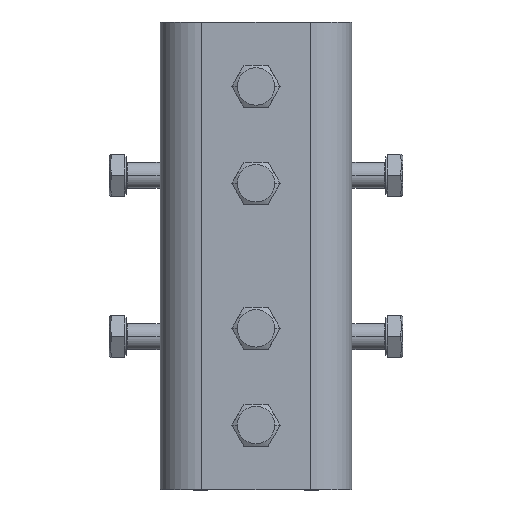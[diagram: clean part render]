
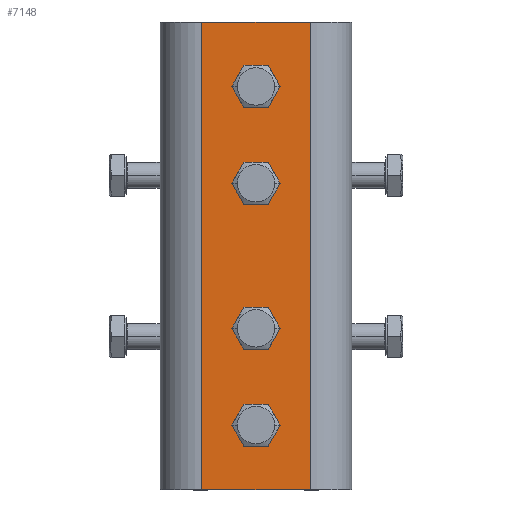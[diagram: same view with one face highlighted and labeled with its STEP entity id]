
A CAD part, top view. The second image highlights one B-rep face of the part: STEP entity #7148.
In plain terms, the highlighted planar face has unit normal (0, 0, 1).
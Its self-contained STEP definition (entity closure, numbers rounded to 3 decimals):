
#24 = EDGE_CURVE ( 'NONE', #3661, #8023, #10546, .T. ) ;
#45 = DIRECTION ( 'NONE',  ( 0., -1., 0. ) ) ;
#70 = FACE_BOUND ( 'NONE', #1695, .T. ) ;
#132 = VECTOR ( 'NONE', #45, 1000. ) ;
#262 = ORIENTED_EDGE ( 'NONE', *, *, #2914, .F. ) ;
#280 = DIRECTION ( 'NONE',  ( 1., 0., 0. ) ) ;
#392 = CARTESIAN_POINT ( 'NONE',  ( -3.4, -52.5, 50.5 ) ) ;
#428 = VERTEX_POINT ( 'NONE', #2100 ) ;
#448 = LINE ( 'NONE', #9437, #7234 ) ;
#484 = DIRECTION ( 'NONE',  ( 0., 0., 1. ) ) ;
#614 = AXIS2_PLACEMENT_3D ( 'NONE', #9174, #5881, #5004 ) ;
#750 = CIRCLE ( 'NONE', #10179, 3.4 ) ;
#778 = EDGE_LOOP ( 'NONE', ( #4551, #805 ) ) ;
#805 = ORIENTED_EDGE ( 'NONE', *, *, #2385, .F. ) ;
#822 = CARTESIAN_POINT ( 'NONE',  ( 16.75, 72.5, 50.5 ) ) ;
#853 = FACE_BOUND ( 'NONE', #4985, .T. ) ;
#908 = CARTESIAN_POINT ( 'NONE',  ( 16.75, -72.5, 50.5 ) ) ;
#982 = CIRCLE ( 'NONE', #614, 3.4 ) ;
#1070 = ORIENTED_EDGE ( 'NONE', *, *, #24, .F. ) ;
#1374 = CIRCLE ( 'NONE', #4336, 3.4 ) ;
#1433 = CIRCLE ( 'NONE', #10367, 3.4 ) ;
#1519 = EDGE_CURVE ( 'NONE', #5318, #8849, #8134, .T. ) ;
#1655 = CIRCLE ( 'NONE', #5825, 3.4 ) ;
#1677 = FACE_OUTER_BOUND ( 'NONE', #4425, .T. ) ;
#1695 = EDGE_LOOP ( 'NONE', ( #262, #9663 ) ) ;
#1876 = ORIENTED_EDGE ( 'NONE', *, *, #7188, .F. ) ;
#1884 = CARTESIAN_POINT ( 'NONE',  ( -16.75, 72.5, 50.5 ) ) ;
#2002 = CARTESIAN_POINT ( 'NONE',  ( -3.4, -22.5, 50.5 ) ) ;
#2100 = CARTESIAN_POINT ( 'NONE',  ( 3.4, 52.5, 50.5 ) ) ;
#2156 = DIRECTION ( 'NONE',  ( 0., 0., 1. ) ) ;
#2319 = EDGE_CURVE ( 'NONE', #2707, #6770, #9240, .T. ) ;
#2326 = ORIENTED_EDGE ( 'NONE', *, *, #7200, .F. ) ;
#2385 = EDGE_CURVE ( 'NONE', #7194, #428, #1374, .T. ) ;
#2431 = CARTESIAN_POINT ( 'NONE',  ( -16.75, 72.5, 50.5 ) ) ;
#2490 = VERTEX_POINT ( 'NONE', #10254 ) ;
#2707 = VERTEX_POINT ( 'NONE', #8365 ) ;
#2709 = VERTEX_POINT ( 'NONE', #8578 ) ;
#2820 = CARTESIAN_POINT ( 'NONE',  ( -16.75, 72.5, 50.5 ) ) ;
#2876 = CARTESIAN_POINT ( 'NONE',  ( -3.4, 52.5, 50.5 ) ) ;
#2881 = DIRECTION ( 'NONE',  ( 0., 0., 1. ) ) ;
#2914 = EDGE_CURVE ( 'NONE', #2490, #3503, #5201, .T. ) ;
#3307 = AXIS2_PLACEMENT_3D ( 'NONE', #6281, #4527, #5334 ) ;
#3471 = PLANE ( 'NONE',  #8978 ) ;
#3503 = VERTEX_POINT ( 'NONE', #2002 ) ;
#3661 = VERTEX_POINT ( 'NONE', #7795 ) ;
#3664 = EDGE_CURVE ( 'NONE', #3503, #2490, #5411, .T. ) ;
#3725 = CARTESIAN_POINT ( 'NONE',  ( 0., 22.5, 50.5 ) ) ;
#3794 = CARTESIAN_POINT ( 'NONE',  ( 0., -52.5, 50.5 ) ) ;
#3854 = CARTESIAN_POINT ( 'NONE',  ( 0., -52.5, 50.5 ) ) ;
#4336 = AXIS2_PLACEMENT_3D ( 'NONE', #6181, #484, #9533 ) ;
#4375 = EDGE_CURVE ( 'NONE', #5522, #2709, #1433, .T. ) ;
#4425 = EDGE_LOOP ( 'NONE', ( #5475, #1876, #1070, #2326 ) ) ;
#4426 = ORIENTED_EDGE ( 'NONE', *, *, #8599, .F. ) ;
#4527 = DIRECTION ( 'NONE',  ( 0., 0., 1. ) ) ;
#4551 = ORIENTED_EDGE ( 'NONE', *, *, #5703, .F. ) ;
#4559 = DIRECTION ( 'NONE',  ( 1., 0., 0. ) ) ;
#4985 = EDGE_LOOP ( 'NONE', ( #9967, #6250 ) ) ;
#5004 = DIRECTION ( 'NONE',  ( 1., 0., 0. ) ) ;
#5045 = FACE_BOUND ( 'NONE', #8315, .T. ) ;
#5201 = CIRCLE ( 'NONE', #3307, 3.4 ) ;
#5214 = VECTOR ( 'NONE', #6443, 1000. ) ;
#5318 = VERTEX_POINT ( 'NONE', #5385 ) ;
#5334 = DIRECTION ( 'NONE',  ( 1., 0., 0. ) ) ;
#5385 = CARTESIAN_POINT ( 'NONE',  ( 16.75, 72.5, 50.5 ) ) ;
#5411 = CIRCLE ( 'NONE', #5757, 3.4 ) ;
#5460 = DIRECTION ( 'NONE',  ( 1., 0., 0. ) ) ;
#5475 = ORIENTED_EDGE ( 'NONE', *, *, #1519, .F. ) ;
#5522 = VERTEX_POINT ( 'NONE', #392 ) ;
#5703 = EDGE_CURVE ( 'NONE', #428, #7194, #750, .T. ) ;
#5757 = AXIS2_PLACEMENT_3D ( 'NONE', #6958, #10269, #10443 ) ;
#5825 = AXIS2_PLACEMENT_3D ( 'NONE', #3854, #2881, #9619 ) ;
#5881 = DIRECTION ( 'NONE',  ( 0., 0., 1. ) ) ;
#6181 = CARTESIAN_POINT ( 'NONE',  ( 0., 52.5, 50.5 ) ) ;
#6202 = DIRECTION ( 'NONE',  ( 0., 0., 1. ) ) ;
#6250 = ORIENTED_EDGE ( 'NONE', *, *, #4375, .F. ) ;
#6281 = CARTESIAN_POINT ( 'NONE',  ( 0., -22.5, 50.5 ) ) ;
#6343 = DIRECTION ( 'NONE',  ( 0., 0., 1. ) ) ;
#6443 = DIRECTION ( 'NONE',  ( 0., 1., 0. ) ) ;
#6770 = VERTEX_POINT ( 'NONE', #9914 ) ;
#6805 = DIRECTION ( 'NONE',  ( 0., 0., -1. ) ) ;
#6958 = CARTESIAN_POINT ( 'NONE',  ( 0., -22.5, 50.5 ) ) ;
#7148 = ADVANCED_FACE ( 'NONE', ( #1677, #9376, #5045, #70, #853 ), #3471, .F. ) ;
#7188 = EDGE_CURVE ( 'NONE', #8023, #5318, #9668, .T. ) ;
#7194 = VERTEX_POINT ( 'NONE', #2876 ) ;
#7200 = EDGE_CURVE ( 'NONE', #8849, #3661, #448, .T. ) ;
#7234 = VECTOR ( 'NONE', #10521, 1000. ) ;
#7340 = CARTESIAN_POINT ( 'NONE',  ( -16.75, 72.5, 50.5 ) ) ;
#7688 = AXIS2_PLACEMENT_3D ( 'NONE', #3725, #6343, #9702 ) ;
#7795 = CARTESIAN_POINT ( 'NONE',  ( -16.75, -72.5, 50.5 ) ) ;
#7883 = EDGE_CURVE ( 'NONE', #2709, #5522, #1655, .T. ) ;
#8023 = VERTEX_POINT ( 'NONE', #2431 ) ;
#8134 = LINE ( 'NONE', #822, #132 ) ;
#8315 = EDGE_LOOP ( 'NONE', ( #4426, #9757 ) ) ;
#8365 = CARTESIAN_POINT ( 'NONE',  ( -3.4, 22.5, 50.5 ) ) ;
#8578 = CARTESIAN_POINT ( 'NONE',  ( 3.4, -52.5, 50.5 ) ) ;
#8599 = EDGE_CURVE ( 'NONE', #6770, #2707, #982, .T. ) ;
#8849 = VERTEX_POINT ( 'NONE', #908 ) ;
#8978 = AXIS2_PLACEMENT_3D ( 'NONE', #1884, #6805, #10176 ) ;
#9174 = CARTESIAN_POINT ( 'NONE',  ( 0., 22.5, 50.5 ) ) ;
#9240 = CIRCLE ( 'NONE', #7688, 3.4 ) ;
#9376 = FACE_BOUND ( 'NONE', #778, .T. ) ;
#9437 = CARTESIAN_POINT ( 'NONE',  ( -16.75, -72.5, 50.5 ) ) ;
#9533 = DIRECTION ( 'NONE',  ( 1., 0., 0. ) ) ;
#9619 = DIRECTION ( 'NONE',  ( 1., 0., 0. ) ) ;
#9648 = CARTESIAN_POINT ( 'NONE',  ( 0., 52.5, 50.5 ) ) ;
#9663 = ORIENTED_EDGE ( 'NONE', *, *, #3664, .F. ) ;
#9668 = LINE ( 'NONE', #2820, #10043 ) ;
#9702 = DIRECTION ( 'NONE',  ( 1., 0., 0. ) ) ;
#9757 = ORIENTED_EDGE ( 'NONE', *, *, #2319, .F. ) ;
#9914 = CARTESIAN_POINT ( 'NONE',  ( 3.4, 22.5, 50.5 ) ) ;
#9967 = ORIENTED_EDGE ( 'NONE', *, *, #7883, .F. ) ;
#10043 = VECTOR ( 'NONE', #280, 1000. ) ;
#10176 = DIRECTION ( 'NONE',  ( -1., 0., 0. ) ) ;
#10179 = AXIS2_PLACEMENT_3D ( 'NONE', #9648, #2156, #5460 ) ;
#10254 = CARTESIAN_POINT ( 'NONE',  ( 3.4, -22.5, 50.5 ) ) ;
#10269 = DIRECTION ( 'NONE',  ( 0., 0., 1. ) ) ;
#10367 = AXIS2_PLACEMENT_3D ( 'NONE', #3794, #6202, #4559 ) ;
#10443 = DIRECTION ( 'NONE',  ( 1., 0., 0. ) ) ;
#10521 = DIRECTION ( 'NONE',  ( -1., 0., 0. ) ) ;
#10546 = LINE ( 'NONE', #7340, #5214 ) ;
